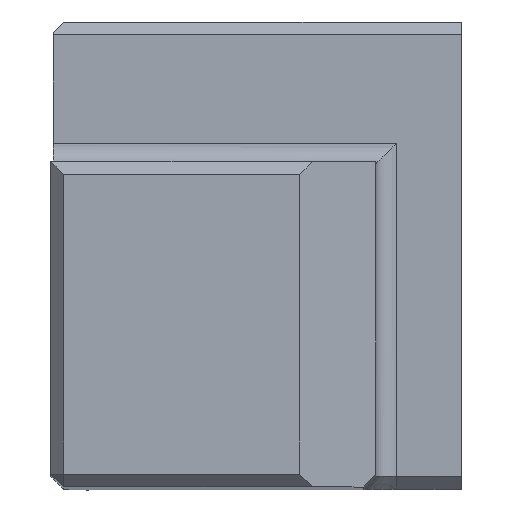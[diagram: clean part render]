
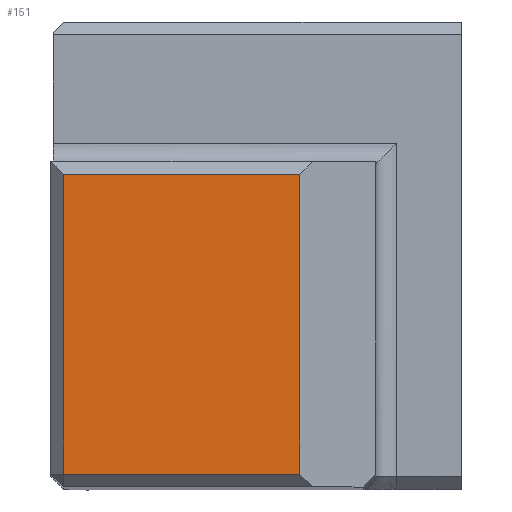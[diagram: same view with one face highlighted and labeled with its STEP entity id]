
A CAD part, top view. The second image highlights one B-rep face of the part: STEP entity #151.
In plain terms, the highlighted planar face has unit normal (0, 0, 1).
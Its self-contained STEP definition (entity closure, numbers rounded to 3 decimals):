
#151=ADVANCED_FACE('',(#242),#204,.F.);
#204=PLANE('',#1121);
#242=FACE_OUTER_BOUND('',#286,.T.);
#286=EDGE_LOOP('',(#405,#406,#407,#408));
#405=ORIENTED_EDGE('',*,*,#745,.T.);
#406=ORIENTED_EDGE('',*,*,#746,.T.);
#407=ORIENTED_EDGE('',*,*,#747,.T.);
#408=ORIENTED_EDGE('',*,*,#748,.T.);
#653=VERTEX_POINT('',#1557);
#654=VERTEX_POINT('',#1558);
#655=VERTEX_POINT('',#1560);
#656=VERTEX_POINT('',#1562);
#745=EDGE_CURVE('',#653,#654,#865,.T.);
#746=EDGE_CURVE('',#654,#655,#866,.T.);
#747=EDGE_CURVE('',#655,#656,#867,.T.);
#748=EDGE_CURVE('',#656,#653,#868,.T.);
#865=LINE('',#1556,#960);
#866=LINE('',#1559,#961);
#867=LINE('',#1561,#962);
#868=LINE('',#1563,#963);
#960=VECTOR('',#1252,1.);
#961=VECTOR('',#1253,1.);
#962=VECTOR('',#1254,1.);
#963=VECTOR('',#1255,1.);
#1121=AXIS2_PLACEMENT_3D('',#1564,#1256,#1257);
#1252=DIRECTION('',(0.,1.,0.));
#1253=DIRECTION('',(-1.,0.,0.));
#1254=DIRECTION('',(0.,-1.,0.));
#1255=DIRECTION('',(1.,0.,0.));
#1256=DIRECTION('',(0.,0.,-1.));
#1257=DIRECTION('',(-1.,0.,0.));
#1556=CARTESIAN_POINT('',(-2.974,17.7,0.));
#1557=CARTESIAN_POINT('',(-2.974,0.,0.));
#1558=CARTESIAN_POINT('',(-2.974,11.675,0.));
#1559=CARTESIAN_POINT('',(-12.675,11.675,0.));
#1560=CARTESIAN_POINT('',(-12.175,11.675,0.));
#1561=CARTESIAN_POINT('',(-12.175,17.7,0.));
#1562=CARTESIAN_POINT('',(-12.175,0.,0.));
#1563=CARTESIAN_POINT('',(-12.675,0.,0.));
#1564=CARTESIAN_POINT('',(-12.675,17.7,0.));
